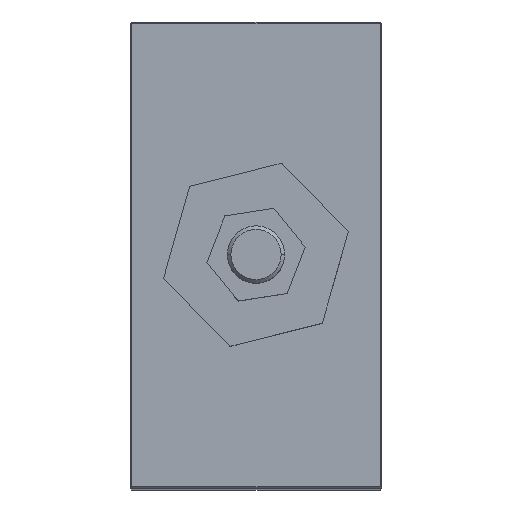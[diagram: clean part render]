
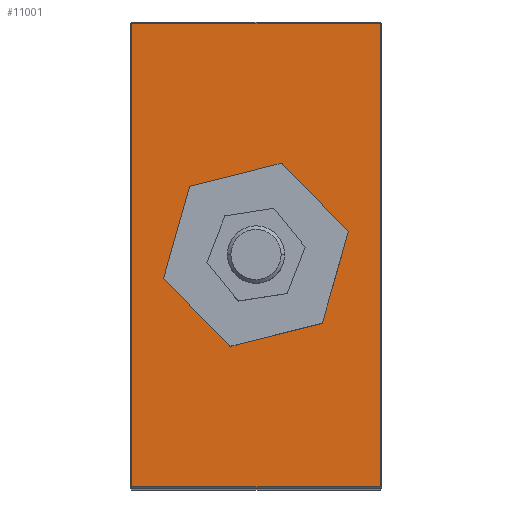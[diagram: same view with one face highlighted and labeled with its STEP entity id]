
A CAD part, top view. The second image highlights one B-rep face of the part: STEP entity #11001.
In plain terms, the highlighted planar face has unit normal (0, 0, 1).
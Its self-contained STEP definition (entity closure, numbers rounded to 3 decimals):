
#203 = VERTEX_POINT ( 'NONE', #4978 ) ;
#407 = LINE ( 'NONE', #3047, #7556 ) ;
#2928 = FACE_OUTER_BOUND ( 'NONE', #8461, .T. ) ;
#3047 = CARTESIAN_POINT ( 'NONE',  ( 0.2, 55.158, 46.656 ) ) ;
#3079 = VECTOR ( 'NONE', #18752, 1000. ) ;
#3127 = VECTOR ( 'NONE', #14613, 1000. ) ;
#3190 = EDGE_CURVE ( 'NONE', #17665, #203, #407, .T. ) ;
#4031 = VERTEX_POINT ( 'NONE', #6323 ) ;
#4121 = EDGE_CURVE ( 'NONE', #203, #19278, #30581, .T. ) ;
#4563 = EDGE_CURVE ( 'NONE', #30808, #4031, #19516, .T. ) ;
#4795 = DIRECTION ( 'NONE',  ( 1., 0., 0. ) ) ;
#4814 = LINE ( 'NONE', #14299, #3127 ) ;
#4978 = CARTESIAN_POINT ( 'NONE',  ( 0.2, -9.642, 46.656 ) ) ;
#5917 = EDGE_LOOP ( 'NONE', ( #22628, #23171 ) ) ;
#6323 = CARTESIAN_POINT ( 'NONE',  ( 29., 22.658, 46.656 ) ) ;
#7556 = VECTOR ( 'NONE', #20153, 1000. ) ;
#7619 = DIRECTION ( 'NONE',  ( 0., 0., -1. ) ) ;
#7703 = CARTESIAN_POINT ( 'NONE',  ( 34.8, -9.642, 46.656 ) ) ;
#8461 = EDGE_LOOP ( 'NONE', ( #30729, #9386, #18700, #20801 ) ) ;
#9377 = VERTEX_POINT ( 'NONE', #27784 ) ;
#9386 = ORIENTED_EDGE ( 'NONE', *, *, #12644, .T. ) ;
#9465 = CARTESIAN_POINT ( 'NONE',  ( 17.5, 22.658, 46.656 ) ) ;
#10805 = CARTESIAN_POINT ( 'NONE',  ( 0.2, 54.958, 46.656 ) ) ;
#10929 = AXIS2_PLACEMENT_3D ( 'NONE', #9465, #30484, #4795 ) ;
#11001 = ADVANCED_FACE ( 'NONE', ( #2928, #19452 ), #28935, .F. ) ;
#12415 = CARTESIAN_POINT ( 'NONE',  ( 35., 55.158, 46.656 ) ) ;
#12644 = EDGE_CURVE ( 'NONE', #19278, #9377, #4814, .T. ) ;
#13506 = AXIS2_PLACEMENT_3D ( 'NONE', #12415, #7619, #29240 ) ;
#14299 = CARTESIAN_POINT ( 'NONE',  ( 34.8, 55.158, 46.656 ) ) ;
#14613 = DIRECTION ( 'NONE',  ( 0., 1., 0. ) ) ;
#15401 = CIRCLE ( 'NONE', #10929, 11.5 ) ;
#17263 = DIRECTION ( 'NONE',  ( 0., 0., 1. ) ) ;
#17665 = VERTEX_POINT ( 'NONE', #10805 ) ;
#18700 = ORIENTED_EDGE ( 'NONE', *, *, #20707, .T. ) ;
#18752 = DIRECTION ( 'NONE',  ( 1., 0., 0. ) ) ;
#18766 = EDGE_CURVE ( 'NONE', #4031, #30808, #15401, .T. ) ;
#19278 = VERTEX_POINT ( 'NONE', #7703 ) ;
#19452 = FACE_BOUND ( 'NONE', #5917, .T. ) ;
#19516 = CIRCLE ( 'NONE', #23987, 11.5 ) ;
#19612 = DIRECTION ( 'NONE',  ( 1., 0., 0. ) ) ;
#19917 = CARTESIAN_POINT ( 'NONE',  ( 17.5, 22.658, 46.656 ) ) ;
#20153 = DIRECTION ( 'NONE',  ( 0., -1., 0. ) ) ;
#20707 = EDGE_CURVE ( 'NONE', #9377, #17665, #29993, .T. ) ;
#20801 = ORIENTED_EDGE ( 'NONE', *, *, #3190, .T. ) ;
#22628 = ORIENTED_EDGE ( 'NONE', *, *, #4563, .F. ) ;
#23171 = ORIENTED_EDGE ( 'NONE', *, *, #18766, .F. ) ;
#23289 = DIRECTION ( 'NONE',  ( -1., 0., 0. ) ) ;
#23987 = AXIS2_PLACEMENT_3D ( 'NONE', #19917, #17263, #19612 ) ;
#27784 = CARTESIAN_POINT ( 'NONE',  ( 34.8, 54.958, 46.656 ) ) ;
#27960 = CARTESIAN_POINT ( 'NONE',  ( 35., 54.958, 46.656 ) ) ;
#28566 = CARTESIAN_POINT ( 'NONE',  ( 35., -9.642, 46.656 ) ) ;
#28935 = PLANE ( 'NONE',  #13506 ) ;
#29240 = DIRECTION ( 'NONE',  ( 0., 1., 0. ) ) ;
#29631 = CARTESIAN_POINT ( 'NONE',  ( 6., 22.658, 46.656 ) ) ;
#29993 = LINE ( 'NONE', #27960, #30039 ) ;
#30039 = VECTOR ( 'NONE', #23289, 1000. ) ;
#30484 = DIRECTION ( 'NONE',  ( 0., 0., 1. ) ) ;
#30581 = LINE ( 'NONE', #28566, #3079 ) ;
#30729 = ORIENTED_EDGE ( 'NONE', *, *, #4121, .T. ) ;
#30808 = VERTEX_POINT ( 'NONE', #29631 ) ;
